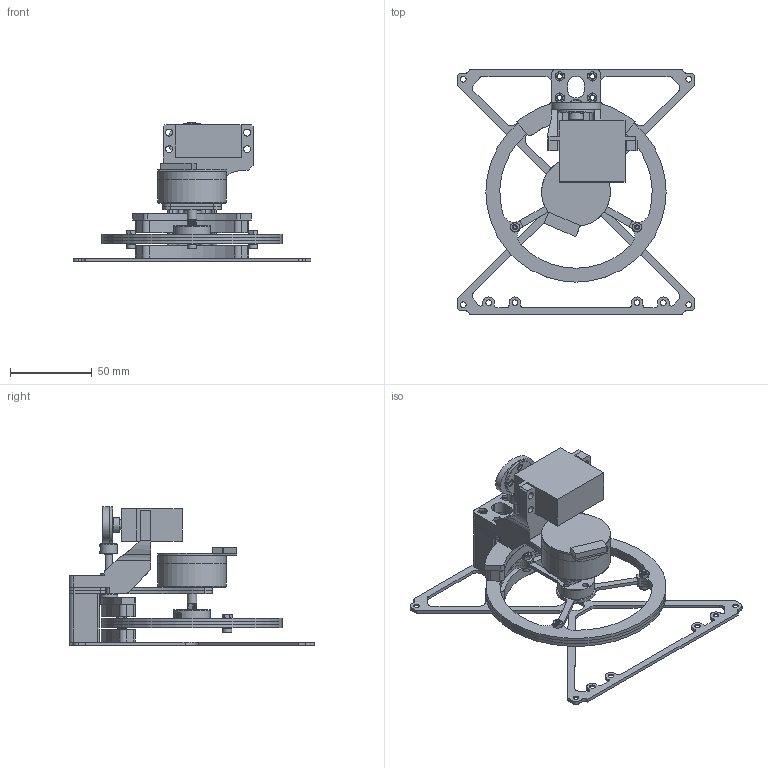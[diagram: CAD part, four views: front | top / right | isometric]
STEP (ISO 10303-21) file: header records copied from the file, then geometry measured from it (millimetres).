
FILE_DESCRIPTION(/* description */ (''),/* implementation_level */ '2;1');
FILE_NAME(/* name */ 'Motor Side.step',/* time_stamp */ '2022-05-22T21:59:37+09:00',/* author */ (''),/* organization */ (''),/* preprocessor_version */ 'ST-DEVELOPER v18.1',/* originating_system */ 'Autodesk Translation Framework v10.14.0.1471',/* authorisation */ '');
FILE_SCHEMA (('AUTOMOTIVE_DESIGN { 1 0 10303 214 3 1 1 }'));
Length unit declared in the file: millimetre
Products named in the file (26): M_ASM; Motor_GuideF; Nidec 24H; motor; bronze bushing; HS-322HD; Servo Horns; HS-322HD_1; steel axle 100mm;  Axle Set Collar; ReactionWL_ASM; Reaction WL_Main Wheel; Reaction WL_Additional Wheels; M3 8mm bolts; M3 nuts; M_6mm coupling; 92015A113_18-8 Stainless Steel Cup-Point Set Screw; M3 nuts v1; ServoGF;  Axle Set Collar_1; 91390A403_Alloy Steel Cup-Point Set Screw; 구성요소4; 구성요소5; M_Frame; BreakPad; Motor Frame_Spacer
Assembly tree (36 placements, depth 4):
  M_ASM
    Motor_GuideF  x2
    Nidec 24H
      motor
    bronze bushing
    HS-322HD
      Servo Horns
      HS-322HD_1
    steel axle 100mm
     Axle Set Collar
      91390A403_Alloy Steel Cup-Point Set Screw
    ReactionWL_ASM
      Reaction WL_Main Wheel
      Reaction WL_Additional Wheels  x2
      M3 8mm bolts  x3
      M3 nuts  x3
      M_6mm coupling
        92015A113_18-8 Stainless Steel Cup-Point Set Screw
    M3 nuts v1  x4
    ServoGF
     Axle Set Collar_1
      91390A403_Alloy Steel Cup-Point Set Screw
    BreakPad  x2
    구성요소4
    구성요소5
    M_Frame
    Motor Frame_Spacer
Bounding box: 145 x 150 x 84.65 mm (x, y, z)
Volume: 144058.2 mm3; surface area: 91459.8 mm2
Topology: 32 solids, 32 shells, 1160 faces, 3007 edges, 1930 vertices
Faces by surface type: cylinder 564, plane 341, cone 182, bspline 67, torus 6
Full cylindrical faces by diameter (mm): 2.35 x51, 2.529 x29, 2.66 x1, 3 x62, 3.05 x6, 3.086 x4, 3.091 x10, 3.32 x2, 3.332 x1, 3.4 x12, 3.5 x8, 3.56 x4, 3.6 x4, 3.8 x2, 4 x11, 4.3 x8, 4.46 x4, 4.75 x2, 4.8 x1, 5.35 x2, 5.5 x3, 5.7 x1, 6 x3, 7.35 x1, 7.85 x2, 8 x4, 8.6 x1, 9 x1, 10 x1, 10.168 x1
Entity records: 40774 total; most frequent: CARTESIAN_POINT 19601, ORIENTED_EDGE 4386, DIRECTION 4027, EDGE_CURVE 2193, AXIS2_PLACEMENT_3D 1526, VERTEX_POINT 1419, EDGE_LOOP 1032, LINE 975
